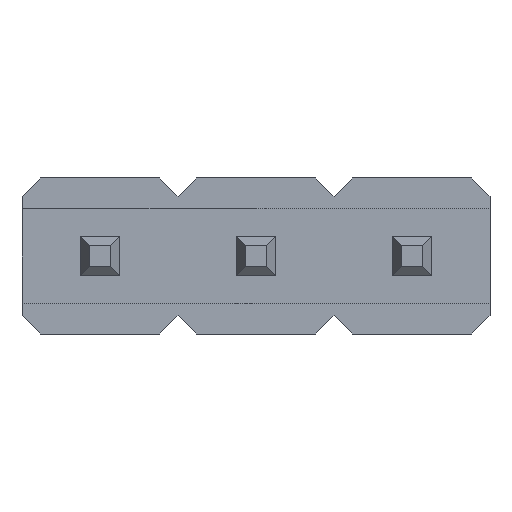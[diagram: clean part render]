
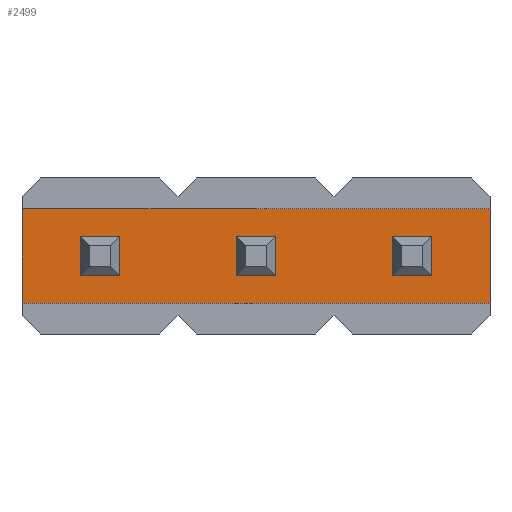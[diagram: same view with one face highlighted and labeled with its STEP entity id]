
A CAD part, front view. The second image highlights one B-rep face of the part: STEP entity #2499.
In plain terms, the highlighted planar face has unit normal (0, -1, 0).
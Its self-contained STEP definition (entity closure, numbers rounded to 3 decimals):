
#2 = DIRECTION ( 'NONE',  ( 0., 0., 1. ) ) ;
#3 = VECTOR ( 'NONE', #2, 1000. ) ;
#4 = CARTESIAN_POINT ( 'NONE',  ( 0.325, 0.44, 0.77 ) ) ;
#5 = LINE ( 'NONE', #4, #3 ) ;
#6 = DIRECTION ( 'NONE',  ( -1., 0., 0. ) ) ;
#7 = VECTOR ( 'NONE', #6, 1000. ) ;
#8 = CARTESIAN_POINT ( 'NONE',  ( -1.27, 0.44, 0.325 ) ) ;
#9 = LINE ( 'NONE', #8, #7 ) ;
#14 = DIRECTION ( 'NONE',  ( 0., 0., 1. ) ) ;
#15 = VECTOR ( 'NONE', #14, 1000. ) ;
#16 = CARTESIAN_POINT ( 'NONE',  ( 2.865, 0.44, 0.77 ) ) ;
#17 = LINE ( 'NONE', #16, #15 ) ;
#50 = DIRECTION ( 'NONE',  ( 0., 0., 1. ) ) ;
#51 = VECTOR ( 'NONE', #50, 1000. ) ;
#52 = CARTESIAN_POINT ( 'NONE',  ( 5.405, 0.44, 0.77 ) ) ;
#53 = LINE ( 'NONE', #52, #51 ) ;
#56 = CARTESIAN_POINT ( 'NONE',  ( 5.405, 0.44, -0.325 ) ) ;
#57 = CARTESIAN_POINT ( 'NONE',  ( 5.405, 0.44, 0.325 ) ) ;
#66 = CARTESIAN_POINT ( 'NONE',  ( 4.755, 0.44, 0.325 ) ) ;
#67 = CARTESIAN_POINT ( 'NONE',  ( 4.755, 0.44, -0.325 ) ) ;
#121 = DIRECTION ( 'NONE',  ( 1., 0., 0. ) ) ;
#122 = VECTOR ( 'NONE', #121, 1000. ) ;
#123 = CARTESIAN_POINT ( 'NONE',  ( -1.27, 0.44, -0.325 ) ) ;
#124 = LINE ( 'NONE', #123, #122 ) ;
#140 = DIRECTION ( 'NONE',  ( 0., 0., -1. ) ) ;
#141 = VECTOR ( 'NONE', #140, 1000. ) ;
#142 = CARTESIAN_POINT ( 'NONE',  ( 4.755, 0.44, 0.77 ) ) ;
#143 = LINE ( 'NONE', #142, #141 ) ;
#170 = DIRECTION ( 'NONE',  ( 0., 0., -1. ) ) ;
#171 = VECTOR ( 'NONE', #170, 1000. ) ;
#172 = CARTESIAN_POINT ( 'NONE',  ( -0.325, 0.44, 0.77 ) ) ;
#173 = LINE ( 'NONE', #172, #171 ) ;
#326 = CARTESIAN_POINT ( 'NONE',  ( 2.865, 0.44, -0.325 ) ) ;
#327 = CARTESIAN_POINT ( 'NONE',  ( -1.27, 0.44, -0.77 ) ) ;
#328 = DIRECTION ( 'NONE',  ( 0., 0., 1. ) ) ;
#329 = VECTOR ( 'NONE', #328, 1000. ) ;
#330 = CARTESIAN_POINT ( 'NONE',  ( -1.27, 0.44, 0.77 ) ) ;
#331 = LINE ( 'NONE', #330, #329 ) ;
#332 = CARTESIAN_POINT ( 'NONE',  ( 2.865, 0.44, 0.325 ) ) ;
#333 = CARTESIAN_POINT ( 'NONE',  ( 2.215, 0.44, 0.325 ) ) ;
#334 = DIRECTION ( 'NONE',  ( 0., 0., 1. ) ) ;
#335 = VECTOR ( 'NONE', #334, 1000. ) ;
#336 = CARTESIAN_POINT ( 'NONE',  ( 6.35, 0.44, 0.77 ) ) ;
#337 = LINE ( 'NONE', #336, #335 ) ;
#338 = CARTESIAN_POINT ( 'NONE',  ( 6.35, 0.44, -0.77 ) ) ;
#339 = DIRECTION ( 'NONE',  ( 1., 0., 0. ) ) ;
#340 = VECTOR ( 'NONE', #339, 1000. ) ;
#341 = CARTESIAN_POINT ( 'NONE',  ( -1.27, 0.44, -0.77 ) ) ;
#342 = LINE ( 'NONE', #341, #340 ) ;
#374 = FACE_BOUND ( 'NONE', #2558, .T. ) ;
#375 = FACE_BOUND ( 'NONE', #2488, .T. ) ;
#376 = FACE_OUTER_BOUND ( 'NONE', #2491, .T. ) ;
#377 = FACE_BOUND ( 'NONE', #2500, .T. ) ;
#425 = DIRECTION ( 'NONE',  ( 1., 0., 0. ) ) ;
#426 = VECTOR ( 'NONE', #425, 1000. ) ;
#427 = CARTESIAN_POINT ( 'NONE',  ( -1.27, 0.44, -0.325 ) ) ;
#428 = LINE ( 'NONE', #427, #426 ) ;
#432 = DIRECTION ( 'NONE',  ( 0., 0., -1. ) ) ;
#433 = VECTOR ( 'NONE', #432, 1000. ) ;
#434 = CARTESIAN_POINT ( 'NONE',  ( 2.215, 0.44, 0.77 ) ) ;
#435 = LINE ( 'NONE', #434, #433 ) ;
#436 = CARTESIAN_POINT ( 'NONE',  ( 2.215, 0.44, -0.325 ) ) ;
#437 = CARTESIAN_POINT ( 'NONE',  ( 0.325, 0.44, -0.325 ) ) ;
#438 = CARTESIAN_POINT ( 'NONE',  ( 0.325, 0.44, 0.325 ) ) ;
#439 = DIRECTION ( 'NONE',  ( -1., 0., 0. ) ) ;
#440 = VECTOR ( 'NONE', #439, 1000. ) ;
#441 = CARTESIAN_POINT ( 'NONE',  ( -1.27, 0.44, 0.325 ) ) ;
#442 = LINE ( 'NONE', #441, #440 ) ;
#443 = CARTESIAN_POINT ( 'NONE',  ( -0.325, 0.44, -0.325 ) ) ;
#444 = CARTESIAN_POINT ( 'NONE',  ( -0.325, 0.44, 0.325 ) ) ;
#454 = CARTESIAN_POINT ( 'NONE',  ( 6.35, 0.44, 0.77 ) ) ;
#455 = CARTESIAN_POINT ( 'NONE',  ( -1.27, 0.44, 0.77 ) ) ;
#456 = DIRECTION ( 'NONE',  ( 1., 0., 0. ) ) ;
#457 = VECTOR ( 'NONE', #456, 1000. ) ;
#458 = CARTESIAN_POINT ( 'NONE',  ( -1.27, 0.44, 0.77 ) ) ;
#459 = LINE ( 'NONE', #458, #457 ) ;
#464 = DIRECTION ( 'NONE',  ( 0., 0., 1. ) ) ;
#465 = DIRECTION ( 'NONE',  ( 0., 1., 0. ) ) ;
#466 = CARTESIAN_POINT ( 'NONE',  ( -1.27, 0.44, 0.77 ) ) ;
#467 = AXIS2_PLACEMENT_3D ( 'NONE', #466, #465, #464 ) ;
#468 = PLANE ( 'NONE',  #467 ) ;
#474 = DIRECTION ( 'NONE',  ( -1., 0., 0. ) ) ;
#475 = VECTOR ( 'NONE', #474, 1000. ) ;
#476 = CARTESIAN_POINT ( 'NONE',  ( -1.27, 0.44, 0.325 ) ) ;
#477 = LINE ( 'NONE', #476, #475 ) ;
#478 = DIRECTION ( 'NONE',  ( 1., 0., 0. ) ) ;
#479 = VECTOR ( 'NONE', #478, 1000. ) ;
#480 = CARTESIAN_POINT ( 'NONE',  ( -1.27, 0.44, -0.325 ) ) ;
#481 = LINE ( 'NONE', #480, #479 ) ;
#2469 = ORIENTED_EDGE ( 'NONE', *, *, #2537, .F. ) ;
#2472 = ORIENTED_EDGE ( 'NONE', *, *, #2476, .F. ) ;
#2474 = EDGE_CURVE ( 'NONE', #2512, #2516, #481, .T. ) ;
#2476 = EDGE_CURVE ( 'NONE', #2563, #2560, #477, .T. ) ;
#2483 = ORIENTED_EDGE ( 'NONE', *, *, #2484, .T. ) ;
#2484 = EDGE_CURVE ( 'NONE', #2494, #2485, #342, .T. ) ;
#2485 = VERTEX_POINT ( 'NONE', #338 ) ;
#2486 = ORIENTED_EDGE ( 'NONE', *, *, #2487, .T. ) ;
#2487 = EDGE_CURVE ( 'NONE', #2485, #2504, #337, .T. ) ;
#2488 = EDGE_LOOP ( 'NONE', ( #2592, #2513, #2586, #2588 ) ) ;
#2490 = VERTEX_POINT ( 'NONE', #333 ) ;
#2491 = EDGE_LOOP ( 'NONE', ( #2594, #2505, #2483, #2486 ) ) ;
#2492 = VERTEX_POINT ( 'NONE', #332 ) ;
#2493 = EDGE_CURVE ( 'NONE', #2494, #2503, #331, .T. ) ;
#2494 = VERTEX_POINT ( 'NONE', #327 ) ;
#2495 = VERTEX_POINT ( 'NONE', #326 ) ;
#2499 = ADVANCED_FACE ( 'NONE', ( #377, #376, #375, #374 ), #468, .F. ) ;
#2500 = EDGE_LOOP ( 'NONE', ( #2518, #2520, #2585, #2582 ) ) ;
#2502 = EDGE_CURVE ( 'NONE', #2503, #2504, #459, .T. ) ;
#2503 = VERTEX_POINT ( 'NONE', #455 ) ;
#2504 = VERTEX_POINT ( 'NONE', #454 ) ;
#2505 = ORIENTED_EDGE ( 'NONE', *, *, #2493, .F. ) ;
#2511 = VERTEX_POINT ( 'NONE', #444 ) ;
#2512 = VERTEX_POINT ( 'NONE', #443 ) ;
#2513 = ORIENTED_EDGE ( 'NONE', *, *, #2514, .F. ) ;
#2514 = EDGE_CURVE ( 'NONE', #2515, #2511, #442, .T. ) ;
#2515 = VERTEX_POINT ( 'NONE', #438 ) ;
#2516 = VERTEX_POINT ( 'NONE', #437 ) ;
#2517 = VERTEX_POINT ( 'NONE', #436 ) ;
#2518 = ORIENTED_EDGE ( 'NONE', *, *, #2519, .F. ) ;
#2519 = EDGE_CURVE ( 'NONE', #2490, #2517, #435, .T. ) ;
#2520 = ORIENTED_EDGE ( 'NONE', *, *, #2584, .F. ) ;
#2524 = EDGE_CURVE ( 'NONE', #2517, #2495, #428, .T. ) ;
#2537 = EDGE_CURVE ( 'NONE', #2560, #2559, #143, .T. ) ;
#2554 = ORIENTED_EDGE ( 'NONE', *, *, #2567, .F. ) ;
#2558 = EDGE_LOOP ( 'NONE', ( #2469, #2472, #2554, #2576 ) ) ;
#2559 = VERTEX_POINT ( 'NONE', #67 ) ;
#2560 = VERTEX_POINT ( 'NONE', #66 ) ;
#2561 = EDGE_CURVE ( 'NONE', #2559, #2564, #124, .T. ) ;
#2563 = VERTEX_POINT ( 'NONE', #57 ) ;
#2564 = VERTEX_POINT ( 'NONE', #56 ) ;
#2567 = EDGE_CURVE ( 'NONE', #2564, #2563, #53, .T. ) ;
#2576 = ORIENTED_EDGE ( 'NONE', *, *, #2561, .F. ) ;
#2581 = EDGE_CURVE ( 'NONE', #2495, #2492, #17, .T. ) ;
#2582 = ORIENTED_EDGE ( 'NONE', *, *, #2524, .F. ) ;
#2584 = EDGE_CURVE ( 'NONE', #2492, #2490, #9, .T. ) ;
#2585 = ORIENTED_EDGE ( 'NONE', *, *, #2581, .F. ) ;
#2586 = ORIENTED_EDGE ( 'NONE', *, *, #2587, .F. ) ;
#2587 = EDGE_CURVE ( 'NONE', #2516, #2515, #5, .T. ) ;
#2588 = ORIENTED_EDGE ( 'NONE', *, *, #2474, .F. ) ;
#2592 = ORIENTED_EDGE ( 'NONE', *, *, #2593, .F. ) ;
#2593 = EDGE_CURVE ( 'NONE', #2511, #2512, #173, .T. ) ;
#2594 = ORIENTED_EDGE ( 'NONE', *, *, #2502, .F. ) ;
